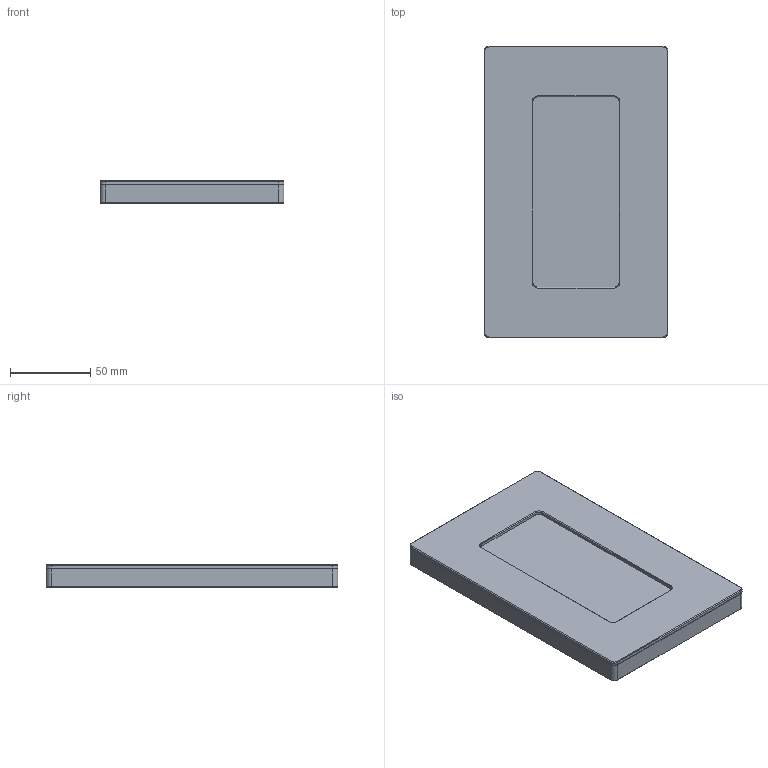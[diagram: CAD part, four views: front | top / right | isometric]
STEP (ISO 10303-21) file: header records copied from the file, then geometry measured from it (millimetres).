
FILE_DESCRIPTION(/* description */ (''),/* implementation_level */ '2;1');
FILE_NAME(/* name */ 'vb_owl_ipodt56.step',/* time_stamp */ '2020-10-08T12:50:26-04:00',/* author */ ('NickC'),/* organization */ (''),/* preprocessor_version */ 'ST-DEVELOPER v17',/* originating_system */ 'Autodesk Inventor 2019',/* authorisation */ '');
FILE_SCHEMA (('AUTOMOTIVE_DESIGN { 1 0 10303 214 3 1 1 }'));
Length unit declared in the file: inch
Products named in the file (1): Part2
Bounding box: 114.3 x 181.31 x 14.17 mm (x, y, z)
Volume: 263427.5 mm3; surface area: 50861.2 mm2
Topology: 1 solids, 1 shells, 79 faces, 179 edges, 106 vertices
Faces by surface type: plane 42, cone 20, cylinder 17
Full cylindrical faces by diameter (mm): 38.1 x1
Entity records: 2208 total; most frequent: DIRECTION 393, CARTESIAN_POINT 365, ORIENTED_EDGE 358, EDGE_CURVE 179, AXIS2_PLACEMENT_3D 134, LINE 125, VECTOR 125, VERTEX_POINT 106
